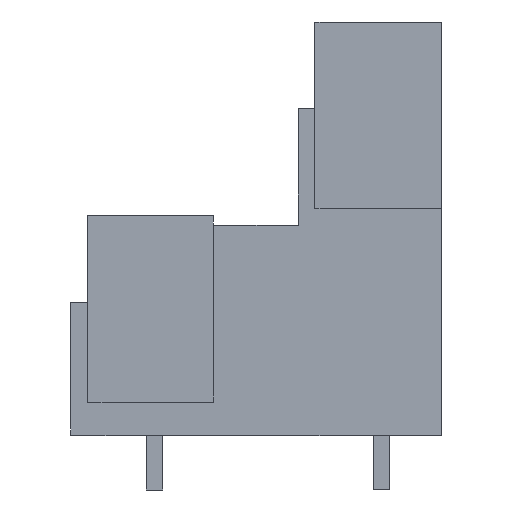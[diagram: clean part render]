
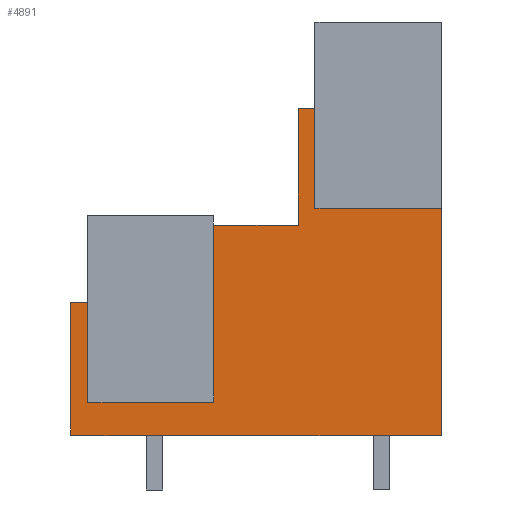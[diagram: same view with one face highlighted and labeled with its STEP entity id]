
A CAD part, left-side view. The second image highlights one B-rep face of the part: STEP entity #4891.
In plain terms, the highlighted planar face has unit normal (-1, 0, 0).
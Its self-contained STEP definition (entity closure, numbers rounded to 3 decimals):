
#4860=AXIS2_PLACEMENT_3D('Plane Axis2P3D',#4857,#4858,#4859) ;
#1300=CARTESIAN_POINT('Vertex',(3.45,7.5,22.6)) ;
#1303=CARTESIAN_POINT('Line Origine',(3.45,7.5,19.65)) ;
#1307=CARTESIAN_POINT('Vertex',(3.45,7.5,16.7)) ;
#1657=CARTESIAN_POINT('Vertex',(3.45,8.5,22.6)) ;
#1660=CARTESIAN_POINT('Line Origine',(3.45,8.,22.6)) ;
#1688=CARTESIAN_POINT('Vertex',(3.45,8.5,15.7)) ;
#1691=CARTESIAN_POINT('Line Origine',(3.45,8.5,19.15)) ;
#1747=CARTESIAN_POINT('Vertex',(3.45,13.5,15.7)) ;
#1750=CARTESIAN_POINT('Line Origine',(3.45,11.,15.7)) ;
#3371=CARTESIAN_POINT('Vertex',(3.45,20.975,11.1)) ;
#3374=CARTESIAN_POINT('Line Origine',(3.45,20.975,8.15)) ;
#3378=CARTESIAN_POINT('Vertex',(3.45,20.975,5.2)) ;
#3719=CARTESIAN_POINT('Vertex',(3.45,22.,11.1)) ;
#3722=CARTESIAN_POINT('Line Origine',(3.45,21.488,11.1)) ;
#3813=CARTESIAN_POINT('Vertex',(3.45,22.,3.2)) ;
#3816=CARTESIAN_POINT('Line Origine',(3.45,22.,3.4)) ;
#3820=CARTESIAN_POINT('Vertex',(3.45,22.,3.6)) ;
#3823=CARTESIAN_POINT('Line Origine',(3.45,22.,7.35)) ;
#4017=CARTESIAN_POINT('Vertex',(3.45,0.,3.2)) ;
#4020=CARTESIAN_POINT('Line Origine',(3.45,7.5,3.2)) ;
#4024=CARTESIAN_POINT('Vertex',(3.45,15.,3.2)) ;
#4027=CARTESIAN_POINT('Line Origine',(3.45,17.,3.2)) ;
#4031=CARTESIAN_POINT('Vertex',(3.45,19.,3.2)) ;
#4034=CARTESIAN_POINT('Line Origine',(3.45,20.5,3.2)) ;
#4142=CARTESIAN_POINT('Vertex',(3.45,0.,16.7)) ;
#4145=CARTESIAN_POINT('Line Origine',(3.45,0.,9.95)) ;
#4845=CARTESIAN_POINT('Line Origine',(3.45,3.75,16.7)) ;
#4857=CARTESIAN_POINT('Axis2P3D Location',(3.45,0.,3.6)) ;
#4862=CARTESIAN_POINT('Line Origine',(3.45,13.5,10.45)) ;
#4866=CARTESIAN_POINT('Vertex',(3.45,13.5,5.2)) ;
#4869=CARTESIAN_POINT('Line Origine',(3.45,17.237,5.2)) ;
#1304=DIRECTION('Vector Direction',(0.,0.,-1.)) ;
#1661=DIRECTION('Vector Direction',(0.,1.,0.)) ;
#1692=DIRECTION('Vector Direction',(0.,0.,-1.)) ;
#1751=DIRECTION('Vector Direction',(0.,1.,0.)) ;
#3375=DIRECTION('Vector Direction',(0.,0.,-1.)) ;
#3723=DIRECTION('Vector Direction',(0.,1.,0.)) ;
#3817=DIRECTION('Vector Direction',(0.,0.,-1.)) ;
#3824=DIRECTION('Vector Direction',(0.,0.,-1.)) ;
#4021=DIRECTION('Vector Direction',(0.,-1.,0.)) ;
#4028=DIRECTION('Vector Direction',(0.,-1.,0.)) ;
#4035=DIRECTION('Vector Direction',(0.,-1.,0.)) ;
#4146=DIRECTION('Vector Direction',(0.,0.,1.)) ;
#4846=DIRECTION('Vector Direction',(0.,-1.,0.)) ;
#4858=DIRECTION('Axis2P3D Direction',(-1.,0.,0.)) ;
#4859=DIRECTION('Axis2P3D XDirection',(0.,0.,-1.)) ;
#4863=DIRECTION('Vector Direction',(0.,0.,-1.)) ;
#4870=DIRECTION('Vector Direction',(0.,-1.,0.)) ;
#1305=VECTOR('Line Direction',#1304,1.) ;
#1662=VECTOR('Line Direction',#1661,1.) ;
#1693=VECTOR('Line Direction',#1692,1.) ;
#1752=VECTOR('Line Direction',#1751,1.) ;
#3376=VECTOR('Line Direction',#3375,1.) ;
#3724=VECTOR('Line Direction',#3723,1.) ;
#3818=VECTOR('Line Direction',#3817,1.) ;
#3825=VECTOR('Line Direction',#3824,1.) ;
#4022=VECTOR('Line Direction',#4021,1.) ;
#4029=VECTOR('Line Direction',#4028,1.) ;
#4036=VECTOR('Line Direction',#4035,1.) ;
#4147=VECTOR('Line Direction',#4146,1.) ;
#4847=VECTOR('Line Direction',#4846,1.) ;
#4864=VECTOR('Line Direction',#4863,1.) ;
#4871=VECTOR('Line Direction',#4870,1.) ;
#4875=ORIENTED_EDGE('',*,*,#4033,.F.) ;
#4876=ORIENTED_EDGE('',*,*,#4026,.T.) ;
#4877=ORIENTED_EDGE('',*,*,#4149,.T.) ;
#4878=ORIENTED_EDGE('',*,*,#4849,.F.) ;
#4879=ORIENTED_EDGE('',*,*,#1309,.F.) ;
#4880=ORIENTED_EDGE('',*,*,#1664,.T.) ;
#4881=ORIENTED_EDGE('',*,*,#1695,.T.) ;
#4882=ORIENTED_EDGE('',*,*,#1754,.T.) ;
#4883=ORIENTED_EDGE('',*,*,#4868,.T.) ;
#4884=ORIENTED_EDGE('',*,*,#4873,.F.) ;
#4885=ORIENTED_EDGE('',*,*,#3380,.F.) ;
#4886=ORIENTED_EDGE('',*,*,#3726,.T.) ;
#4887=ORIENTED_EDGE('',*,*,#3827,.T.) ;
#4888=ORIENTED_EDGE('',*,*,#3822,.F.) ;
#4889=ORIENTED_EDGE('',*,*,#4038,.T.) ;
#4891=ADVANCED_FACE('Housing',(#4890),#4861,.T.) ;
#1309=EDGE_CURVE('',#1301,#1308,#1306,.T.) ;
#1664=EDGE_CURVE('',#1301,#1658,#1663,.T.) ;
#1695=EDGE_CURVE('',#1658,#1689,#1694,.T.) ;
#1754=EDGE_CURVE('',#1689,#1748,#1753,.T.) ;
#3380=EDGE_CURVE('',#3372,#3379,#3377,.T.) ;
#3726=EDGE_CURVE('',#3372,#3720,#3725,.T.) ;
#3822=EDGE_CURVE('',#3814,#3821,#3819,.F.) ;
#3827=EDGE_CURVE('',#3720,#3821,#3826,.T.) ;
#4026=EDGE_CURVE('',#4025,#4018,#4023,.T.) ;
#4033=EDGE_CURVE('',#4025,#4032,#4030,.F.) ;
#4038=EDGE_CURVE('',#3814,#4032,#4037,.T.) ;
#4149=EDGE_CURVE('',#4018,#4143,#4148,.T.) ;
#4849=EDGE_CURVE('',#1308,#4143,#4848,.T.) ;
#4868=EDGE_CURVE('',#1748,#4867,#4865,.T.) ;
#4873=EDGE_CURVE('',#3379,#4867,#4872,.T.) ;
#4874=EDGE_LOOP('',(#4875,#4876,#4877,#4878,#4879,#4880,#4881,#4882,#4883,#4884,#4885,#4886,#4887,#4888,#4889)) ;
#4890=FACE_OUTER_BOUND('',#4874,.T.) ;
#1306=LINE('Line',#1303,#1305) ;
#1663=LINE('Line',#1660,#1662) ;
#1694=LINE('Line',#1691,#1693) ;
#1753=LINE('Line',#1750,#1752) ;
#3377=LINE('Line',#3374,#3376) ;
#3725=LINE('Line',#3722,#3724) ;
#3819=LINE('Line',#3816,#3818) ;
#3826=LINE('Line',#3823,#3825) ;
#4023=LINE('Line',#4020,#4022) ;
#4030=LINE('Line',#4027,#4029) ;
#4037=LINE('Line',#4034,#4036) ;
#4148=LINE('Line',#4145,#4147) ;
#4848=LINE('Line',#4845,#4847) ;
#4865=LINE('Line',#4862,#4864) ;
#4872=LINE('Line',#4869,#4871) ;
#4861=PLANE('',#4860) ;
#1301=VERTEX_POINT('',#1300) ;
#1308=VERTEX_POINT('',#1307) ;
#1658=VERTEX_POINT('',#1657) ;
#1689=VERTEX_POINT('',#1688) ;
#1748=VERTEX_POINT('',#1747) ;
#3372=VERTEX_POINT('',#3371) ;
#3379=VERTEX_POINT('',#3378) ;
#3720=VERTEX_POINT('',#3719) ;
#3814=VERTEX_POINT('',#3813) ;
#3821=VERTEX_POINT('',#3820) ;
#4018=VERTEX_POINT('',#4017) ;
#4025=VERTEX_POINT('',#4024) ;
#4032=VERTEX_POINT('',#4031) ;
#4143=VERTEX_POINT('',#4142) ;
#4867=VERTEX_POINT('',#4866) ;
